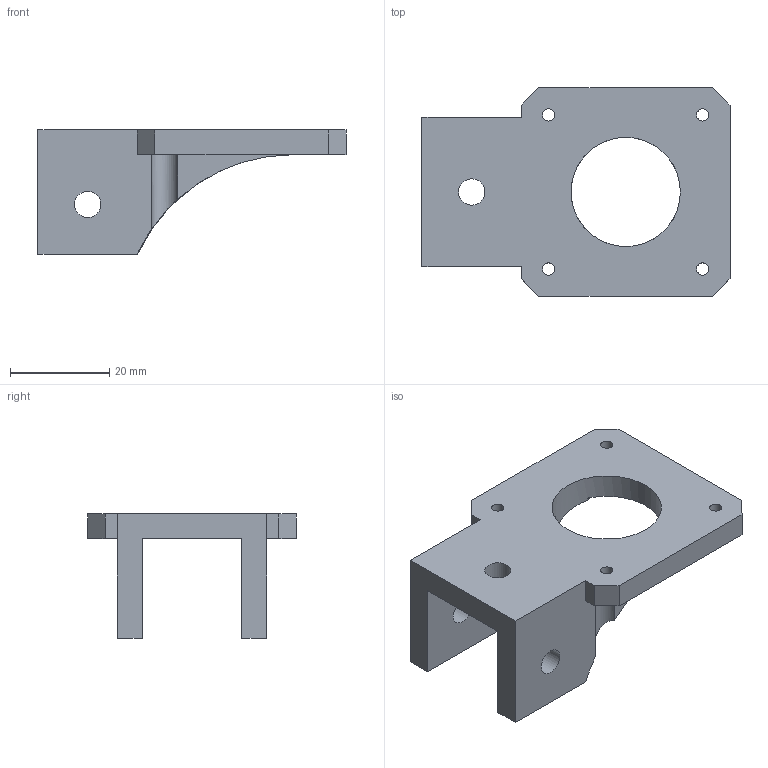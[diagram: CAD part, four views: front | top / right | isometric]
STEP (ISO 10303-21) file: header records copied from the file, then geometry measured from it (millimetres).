
FILE_DESCRIPTION(/* description */ (''),/* implementation_level */ '2;1');
FILE_NAME(/* name */ 'X motor mount.step',/* time_stamp */ '2025-12-26T20:33:32+01:00',/* author */ (''),/* organization */ (''),/* preprocessor_version */ 'ST-DEVELOPER v20.1',/* originating_system */ 'Autodesk Translation Framework v14.21.0.0',/* authorisation */ '');
FILE_SCHEMA (('AUTOMOTIVE_DESIGN { 1 0 10303 214 3 1 1 }'));
Length unit declared in the file: millimetre
Products named in the file (1): 2025-12-24-21-42-29-183
Bounding box: 62 x 42 x 25 mm (x, y, z)
Volume: 14918.3 mm3; surface area: 8123.8 mm2
Topology: 1 solids, 1 shells, 35 faces, 102 edges, 68 vertices
Faces by surface type: plane 23, cylinder 12
Full cylindrical faces by diameter (mm): 2.459 x4, 5.3 x3, 22 x1
Entity records: 1280 total; most frequent: CARTESIAN_POINT 258, ORIENTED_EDGE 204, DIRECTION 198, EDGE_CURVE 102, LINE 70, VECTOR 70, VERTEX_POINT 68, AXIS2_PLACEMENT_3D 64
